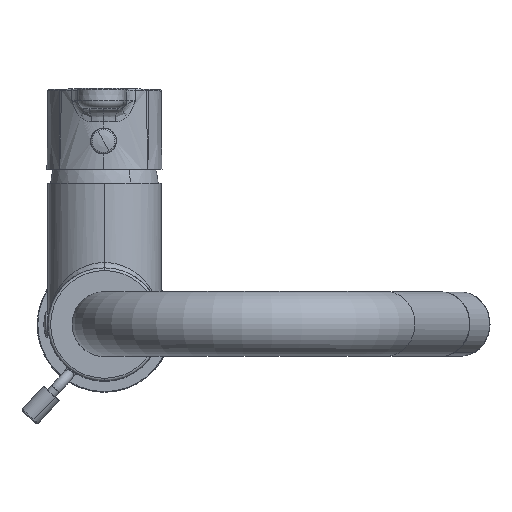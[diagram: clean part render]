
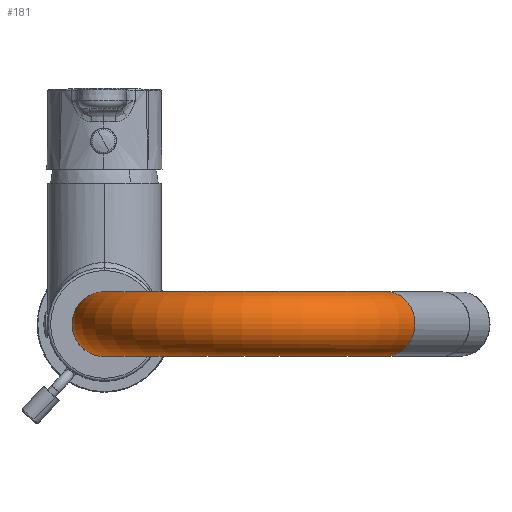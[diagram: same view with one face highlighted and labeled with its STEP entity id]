
A CAD part, top view. The second image highlights one B-rep face of the part: STEP entity #181.
In plain terms, the highlighted toroidal (fillet/blend) face has major radius 55 mm and minor radius 12 mm.
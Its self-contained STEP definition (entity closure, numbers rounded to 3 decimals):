
#60=CARTESIAN_POINT('Vertex',(104.434,-12.,160.41)) ;
#69=CARTESIAN_POINT('Vertex',(104.434,12.,160.41)) ;
#91=CARTESIAN_POINT('Axis2P3D Location',(55.,0.,136.3)) ;
#100=CARTESIAN_POINT('Vertex',(0.,-12.,136.3)) ;
#102=CARTESIAN_POINT('Vertex',(0.,12.,136.3)) ;
#105=CARTESIAN_POINT('Axis2P3D Location',(55.,12.,136.3)) ;
#110=CARTESIAN_POINT('Axis2P3D Location',(55.,-12.,136.3)) ;
#153=CARTESIAN_POINT('Axis2P3D Location',(104.434,0.,160.41)) ;
#170=CARTESIAN_POINT('Axis2P3D Location',(0.,0.,136.3)) ;
#92=DIRECTION('Axis2P3D Direction',(0.,-1.,0.)) ;
#93=DIRECTION('Axis2P3D XDirection',(0.899,0.,0.438)) ;
#106=DIRECTION('Axis2P3D Direction',(0.,-1.,0.)) ;
#111=DIRECTION('Axis2P3D Direction',(0.,-1.,0.)) ;
#154=DIRECTION('Axis2P3D Direction',(0.438,0.,-0.899)) ;
#171=DIRECTION('Axis2P3D Direction',(0.,0.,1.)) ;
#94=AXIS2_PLACEMENT_3D('Torus Axis2P3D',#91,#92,#93) ;
#107=AXIS2_PLACEMENT_3D('Circle Axis2P3D',#105,#106,$) ;
#112=AXIS2_PLACEMENT_3D('Circle Axis2P3D',#110,#111,$) ;
#155=AXIS2_PLACEMENT_3D('Circle Axis2P3D',#153,#154,$) ;
#172=AXIS2_PLACEMENT_3D('Circle Axis2P3D',#170,#171,$) ;
#176=ORIENTED_EDGE('',*,*,#174,.T.) ;
#177=ORIENTED_EDGE('',*,*,#114,.F.) ;
#178=ORIENTED_EDGE('',*,*,#157,.F.) ;
#179=ORIENTED_EDGE('',*,*,#109,.T.) ;
#181=ADVANCED_FACE('PartBody',(#180),#95,.T.) ;
#108=CIRCLE('generated circle',#107,55.) ;
#113=CIRCLE('generated circle',#112,55.) ;
#156=CIRCLE('generated circle',#155,12.) ;
#173=CIRCLE('generated circle',#172,12.) ;
#95=TOROIDAL_SURFACE('homeo Torus',#94,55.,12.) ;
#109=EDGE_CURVE('',#70,#103,#108,.T.) ;
#114=EDGE_CURVE('',#61,#101,#113,.T.) ;
#157=EDGE_CURVE('',#70,#61,#156,.T.) ;
#174=EDGE_CURVE('',#103,#101,#173,.T.) ;
#175=EDGE_LOOP('',(#176,#177,#178,#179)) ;
#180=FACE_OUTER_BOUND('',#175,.T.) ;
#61=VERTEX_POINT('',#60) ;
#70=VERTEX_POINT('',#69) ;
#101=VERTEX_POINT('',#100) ;
#103=VERTEX_POINT('',#102) ;
